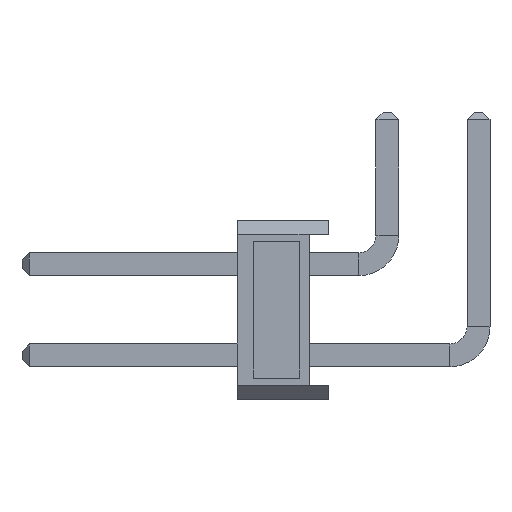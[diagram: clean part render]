
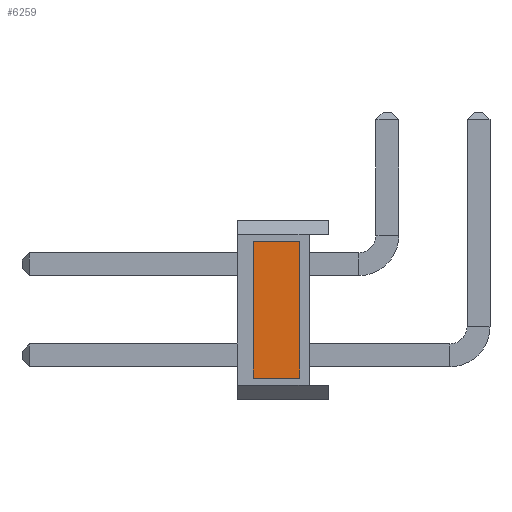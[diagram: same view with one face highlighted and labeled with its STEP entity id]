
A CAD part, left-side view. The second image highlights one B-rep face of the part: STEP entity #6259.
In plain terms, the highlighted planar face has unit normal (-1, 0, 0).
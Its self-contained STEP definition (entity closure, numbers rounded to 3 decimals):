
#1176 = EDGE_CURVE ( 'NONE', #23884, #5934, #6721, .T. ) ;
#2623 = DIRECTION ( 'NONE',  ( 0., -1., 0. ) ) ;
#3172 = CARTESIAN_POINT ( 'NONE',  ( -1.27, 2.1, -1.9 ) ) ;
#5664 = CARTESIAN_POINT ( 'NONE',  ( -1.27, 2.1, -1.9 ) ) ;
#5934 = VERTEX_POINT ( 'NONE', #20122 ) ;
#6096 = PLANE ( 'NONE',  #12797 ) ;
#6259 = ADVANCED_FACE ( 'NONE', ( #6643 ), #6096, .F. ) ;
#6643 = FACE_OUTER_BOUND ( 'NONE', #13086, .T. ) ;
#6721 = LINE ( 'NONE', #3172, #22924 ) ;
#7967 = CARTESIAN_POINT ( 'NONE',  ( -1.27, 2.1, 0. ) ) ;
#9624 = LINE ( 'NONE', #10511, #24928 ) ;
#9744 = VECTOR ( 'NONE', #17618, 1000. ) ;
#10511 = CARTESIAN_POINT ( 'NONE',  ( -1.27, 0.8, 0. ) ) ;
#10625 = CARTESIAN_POINT ( 'NONE',  ( -1.27, 0.8, 1.9 ) ) ;
#11674 = CARTESIAN_POINT ( 'NONE',  ( -1.27, 2.1, 0. ) ) ;
#12669 = ORIENTED_EDGE ( 'NONE', *, *, #18243, .T. ) ;
#12797 = AXIS2_PLACEMENT_3D ( 'NONE', #11674, #21721, #23701 ) ;
#13086 = EDGE_LOOP ( 'NONE', ( #12669, #16445, #20777, #15348 ) ) ;
#15348 = ORIENTED_EDGE ( 'NONE', *, *, #1176, .T. ) ;
#15529 = EDGE_CURVE ( 'NONE', #22768, #16017, #16903, .T. ) ;
#16017 = VERTEX_POINT ( 'NONE', #10625 ) ;
#16230 = DIRECTION ( 'NONE',  ( 0., 0., 1. ) ) ;
#16320 = EDGE_CURVE ( 'NONE', #23884, #22768, #19834, .T. ) ;
#16445 = ORIENTED_EDGE ( 'NONE', *, *, #15529, .F. ) ;
#16903 = LINE ( 'NONE', #24918, #23315 ) ;
#17618 = DIRECTION ( 'NONE',  ( 0., 0., 1. ) ) ;
#18243 = EDGE_CURVE ( 'NONE', #5934, #16017, #9624, .T. ) ;
#18857 = DIRECTION ( 'NONE',  ( 0., -1., 0. ) ) ;
#19834 = LINE ( 'NONE', #7967, #9744 ) ;
#20122 = CARTESIAN_POINT ( 'NONE',  ( -1.27, 0.8, -1.9 ) ) ;
#20416 = CARTESIAN_POINT ( 'NONE',  ( -1.27, 2.1, 1.9 ) ) ;
#20777 = ORIENTED_EDGE ( 'NONE', *, *, #16320, .F. ) ;
#21721 = DIRECTION ( 'NONE',  ( 1., 0., 0. ) ) ;
#22768 = VERTEX_POINT ( 'NONE', #20416 ) ;
#22924 = VECTOR ( 'NONE', #18857, 1000. ) ;
#23315 = VECTOR ( 'NONE', #2623, 1000. ) ;
#23701 = DIRECTION ( 'NONE',  ( 0., 0., -1. ) ) ;
#23884 = VERTEX_POINT ( 'NONE', #5664 ) ;
#24918 = CARTESIAN_POINT ( 'NONE',  ( -1.27, 2.1, 1.9 ) ) ;
#24928 = VECTOR ( 'NONE', #16230, 1000. ) ;
